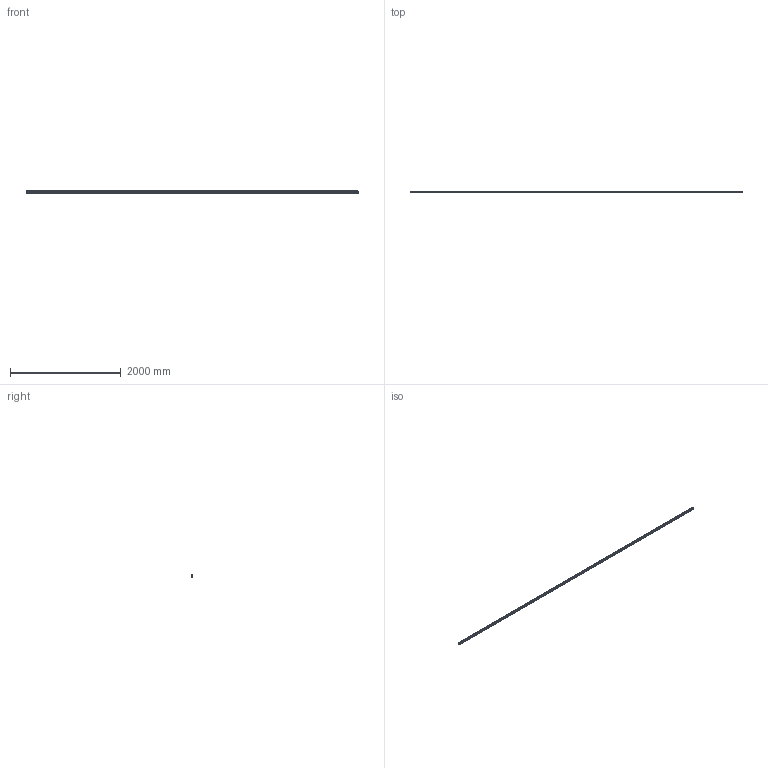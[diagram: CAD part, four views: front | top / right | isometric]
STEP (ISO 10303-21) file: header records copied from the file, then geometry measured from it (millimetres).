
FILE_DESCRIPTION (( 'STEP AP214' ), '1' );
FILE_NAME ('201006_Profil 20x40 Nut 6.STEP', '2019-01-17T15:04:41', ( '' ), ( '' ), 'SwSTEP 2.0', 'SolidWorks 2017', '' );
FILE_SCHEMA (( 'AUTOMOTIVE_DESIGN' ));
Length unit declared in the file: millimetre
Products named in the file (1): 201006_Profil 20x40 Nut 6
Bounding box: 6000 x 20 x 40 mm (x, y, z)
Volume: 1725830.6 mm3; surface area: 2008316.6 mm2
Topology: 1 solids, 1 shells, 164 faces, 486 edges, 324 vertices
Faces by surface type: plane 142, cylinder 22
Entity records: 5460 total; most frequent: CARTESIAN_POINT 975, ORIENTED_EDGE 972, DIRECTION 860, EDGE_CURVE 486, VECTOR 442, LINE 442, VERTEX_POINT 324, AXIS2_PLACEMENT_3D 209
